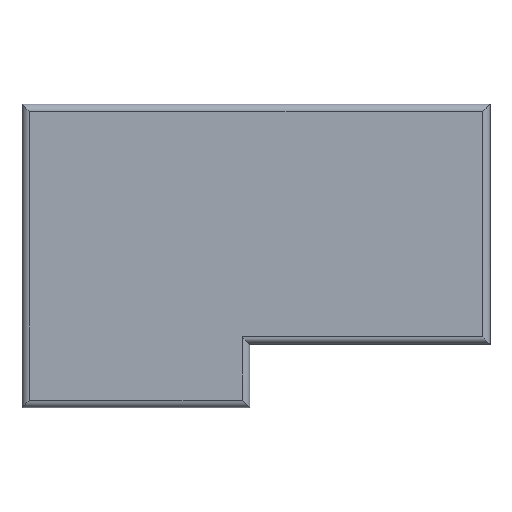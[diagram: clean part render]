
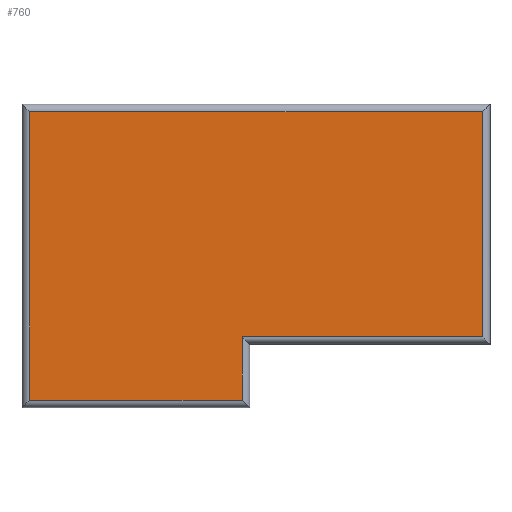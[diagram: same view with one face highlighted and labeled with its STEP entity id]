
A CAD part, top view. The second image highlights one B-rep face of the part: STEP entity #760.
In plain terms, the highlighted planar face has unit normal (0, 0, 1).
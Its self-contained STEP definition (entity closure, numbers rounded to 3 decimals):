
#72 = CYLINDRICAL_SURFACE('',#73,0.6);
#73 = AXIS2_PLACEMENT_3D('',#74,#75,#76);
#74 = CARTESIAN_POINT('',(-17.9,-15.,-0.1));
#75 = DIRECTION('',(0.,1.,0.));
#76 = DIRECTION('',(-1.,0.,0.));
#185 = CYLINDRICAL_SURFACE('',#186,0.6);
#186 = AXIS2_PLACEMENT_3D('',#187,#188,#189);
#187 = CARTESIAN_POINT('',(-0.494,-14.4,-0.1));
#188 = DIRECTION('',(-1.,0.,0.));
#189 = DIRECTION('',(0.,-1.,0.));
#256 = VERTEX_POINT('',#257);
#257 = CARTESIAN_POINT('',(-17.9,-14.4,0.5));
#289 = EDGE_CURVE('',#256,#290,#292,.T.);
#290 = VERTEX_POINT('',#291);
#291 = CARTESIAN_POINT('',(-17.9,8.4,0.5));
#292 = SURFACE_CURVE('',#293,(#297,#304),.PCURVE_S1.);
#293 = LINE('',#294,#295);
#294 = CARTESIAN_POINT('',(-17.9,-15.,0.5));
#295 = VECTOR('',#296,1.);
#296 = DIRECTION('',(0.,1.,0.));
#297 = PCURVE('',#72,#298);
#298 = DEFINITIONAL_REPRESENTATION('',(#299),#303);
#299 = LINE('',#300,#301);
#300 = CARTESIAN_POINT('',(1.571,0.));
#301 = VECTOR('',#302,1.);
#302 = DIRECTION('',(0.,1.));
#303 = ( GEOMETRIC_REPRESENTATION_CONTEXT(2) 
PARAMETRIC_REPRESENTATION_CONTEXT() REPRESENTATION_CONTEXT('2D SPACE',''
  ) );
#304 = PCURVE('',#305,#310);
#305 = PLANE('',#306);
#306 = AXIS2_PLACEMENT_3D('',#307,#308,#309);
#307 = CARTESIAN_POINT('',(-0.782,-2.222,0.5));
#308 = DIRECTION('',(0.,0.,1.));
#309 = DIRECTION('',(0.,1.,0.));
#310 = DEFINITIONAL_REPRESENTATION('',(#311),#315);
#311 = LINE('',#312,#313);
#312 = CARTESIAN_POINT('',(-12.778,17.118));
#313 = VECTOR('',#314,1.);
#314 = DIRECTION('',(1.,0.));
#315 = ( GEOMETRIC_REPRESENTATION_CONTEXT(2) 
PARAMETRIC_REPRESENTATION_CONTEXT() REPRESENTATION_CONTEXT('2D SPACE',''
  ) );
#337 = CYLINDRICAL_SURFACE('',#338,0.6);
#338 = AXIS2_PLACEMENT_3D('',#339,#340,#341);
#339 = CARTESIAN_POINT('',(-18.5,8.4,-0.1));
#340 = DIRECTION('',(1.,0.,0.));
#341 = DIRECTION('',(0.,1.,0.));
#559 = CYLINDRICAL_SURFACE('',#560,0.6);
#560 = AXIS2_PLACEMENT_3D('',#561,#562,#563);
#561 = CARTESIAN_POINT('',(-1.094,-10.,-0.1));
#562 = DIRECTION('',(0.,-1.,0.));
#563 = DIRECTION('',(0.,0.,1.));
#597 = VERTEX_POINT('',#598);
#598 = CARTESIAN_POINT('',(-1.094,-14.4,0.5));
#630 = EDGE_CURVE('',#597,#256,#631,.T.);
#631 = SURFACE_CURVE('',#632,(#636,#643),.PCURVE_S1.);
#632 = LINE('',#633,#634);
#633 = CARTESIAN_POINT('',(-0.494,-14.4,0.5));
#634 = VECTOR('',#635,1.);
#635 = DIRECTION('',(-1.,0.,0.));
#636 = PCURVE('',#185,#637);
#637 = DEFINITIONAL_REPRESENTATION('',(#638),#642);
#638 = LINE('',#639,#640);
#639 = CARTESIAN_POINT('',(1.571,0.));
#640 = VECTOR('',#641,1.);
#641 = DIRECTION('',(0.,1.));
#642 = ( GEOMETRIC_REPRESENTATION_CONTEXT(2) 
PARAMETRIC_REPRESENTATION_CONTEXT() REPRESENTATION_CONTEXT('2D SPACE',''
  ) );
#643 = PCURVE('',#305,#644);
#644 = DEFINITIONAL_REPRESENTATION('',(#645),#649);
#645 = LINE('',#646,#647);
#646 = CARTESIAN_POINT('',(-12.178,-0.288));
#647 = VECTOR('',#648,1.);
#648 = DIRECTION('',(-0.,1.));
#649 = ( GEOMETRIC_REPRESENTATION_CONTEXT(2) 
PARAMETRIC_REPRESENTATION_CONTEXT() REPRESENTATION_CONTEXT('2D SPACE',''
  ) );
#760 = ADVANCED_FACE('',(#761),#305,.T.);
#761 = FACE_BOUND('',#762,.T.);
#762 = EDGE_LOOP('',(#763,#764,#765,#788,#816,#844));
#763 = ORIENTED_EDGE('',*,*,#289,.F.);
#764 = ORIENTED_EDGE('',*,*,#630,.F.);
#765 = ORIENTED_EDGE('',*,*,#766,.F.);
#766 = EDGE_CURVE('',#767,#597,#769,.T.);
#767 = VERTEX_POINT('',#768);
#768 = CARTESIAN_POINT('',(-1.094,-9.4,0.5));
#769 = SURFACE_CURVE('',#770,(#774,#781),.PCURVE_S1.);
#770 = LINE('',#771,#772);
#771 = CARTESIAN_POINT('',(-1.094,-10.,0.5));
#772 = VECTOR('',#773,1.);
#773 = DIRECTION('',(0.,-1.,0.));
#774 = PCURVE('',#305,#775);
#775 = DEFINITIONAL_REPRESENTATION('',(#776),#780);
#776 = LINE('',#777,#778);
#777 = CARTESIAN_POINT('',(-7.778,0.312));
#778 = VECTOR('',#779,1.);
#779 = DIRECTION('',(-1.,0.));
#780 = ( GEOMETRIC_REPRESENTATION_CONTEXT(2) 
PARAMETRIC_REPRESENTATION_CONTEXT() REPRESENTATION_CONTEXT('2D SPACE',''
  ) );
#781 = PCURVE('',#559,#782);
#782 = DEFINITIONAL_REPRESENTATION('',(#783),#787);
#783 = LINE('',#784,#785);
#784 = CARTESIAN_POINT('',(-0.,0.));
#785 = VECTOR('',#786,1.);
#786 = DIRECTION('',(-0.,1.));
#787 = ( GEOMETRIC_REPRESENTATION_CONTEXT(2) 
PARAMETRIC_REPRESENTATION_CONTEXT() REPRESENTATION_CONTEXT('2D SPACE',''
  ) );
#788 = ORIENTED_EDGE('',*,*,#789,.F.);
#789 = EDGE_CURVE('',#790,#767,#792,.T.);
#790 = VERTEX_POINT('',#791);
#791 = CARTESIAN_POINT('',(17.892,-9.4,0.5));
#792 = SURFACE_CURVE('',#793,(#797,#804),.PCURVE_S1.);
#793 = LINE('',#794,#795);
#794 = CARTESIAN_POINT('',(18.492,-9.4,0.5));
#795 = VECTOR('',#796,1.);
#796 = DIRECTION('',(-1.,0.,0.));
#797 = PCURVE('',#305,#798);
#798 = DEFINITIONAL_REPRESENTATION('',(#799),#803);
#799 = LINE('',#800,#801);
#800 = CARTESIAN_POINT('',(-7.178,-19.274));
#801 = VECTOR('',#802,1.);
#802 = DIRECTION('',(-0.,1.));
#803 = ( GEOMETRIC_REPRESENTATION_CONTEXT(2) 
PARAMETRIC_REPRESENTATION_CONTEXT() REPRESENTATION_CONTEXT('2D SPACE',''
  ) );
#804 = PCURVE('',#805,#810);
#805 = CYLINDRICAL_SURFACE('',#806,0.6);
#806 = AXIS2_PLACEMENT_3D('',#807,#808,#809);
#807 = CARTESIAN_POINT('',(18.492,-9.4,-0.1));
#808 = DIRECTION('',(-1.,0.,0.));
#809 = DIRECTION('',(0.,0.,1.));
#810 = DEFINITIONAL_REPRESENTATION('',(#811),#815);
#811 = LINE('',#812,#813);
#812 = CARTESIAN_POINT('',(-0.,0.));
#813 = VECTOR('',#814,1.);
#814 = DIRECTION('',(-0.,1.));
#815 = ( GEOMETRIC_REPRESENTATION_CONTEXT(2) 
PARAMETRIC_REPRESENTATION_CONTEXT() REPRESENTATION_CONTEXT('2D SPACE',''
  ) );
#816 = ORIENTED_EDGE('',*,*,#817,.F.);
#817 = EDGE_CURVE('',#818,#790,#820,.T.);
#818 = VERTEX_POINT('',#819);
#819 = CARTESIAN_POINT('',(17.892,8.4,0.5));
#820 = SURFACE_CURVE('',#821,(#825,#832),.PCURVE_S1.);
#821 = LINE('',#822,#823);
#822 = CARTESIAN_POINT('',(17.892,9.,0.5));
#823 = VECTOR('',#824,1.);
#824 = DIRECTION('',(0.,-1.,0.));
#825 = PCURVE('',#305,#826);
#826 = DEFINITIONAL_REPRESENTATION('',(#827),#831);
#827 = LINE('',#828,#829);
#828 = CARTESIAN_POINT('',(11.222,-18.674));
#829 = VECTOR('',#830,1.);
#830 = DIRECTION('',(-1.,0.));
#831 = ( GEOMETRIC_REPRESENTATION_CONTEXT(2) 
PARAMETRIC_REPRESENTATION_CONTEXT() REPRESENTATION_CONTEXT('2D SPACE',''
  ) );
#832 = PCURVE('',#833,#838);
#833 = CYLINDRICAL_SURFACE('',#834,0.6);
#834 = AXIS2_PLACEMENT_3D('',#835,#836,#837);
#835 = CARTESIAN_POINT('',(17.892,9.,-0.1));
#836 = DIRECTION('',(0.,-1.,0.));
#837 = DIRECTION('',(0.,0.,1.));
#838 = DEFINITIONAL_REPRESENTATION('',(#839),#843);
#839 = LINE('',#840,#841);
#840 = CARTESIAN_POINT('',(-0.,0.));
#841 = VECTOR('',#842,1.);
#842 = DIRECTION('',(-0.,1.));
#843 = ( GEOMETRIC_REPRESENTATION_CONTEXT(2) 
PARAMETRIC_REPRESENTATION_CONTEXT() REPRESENTATION_CONTEXT('2D SPACE',''
  ) );
#844 = ORIENTED_EDGE('',*,*,#845,.F.);
#845 = EDGE_CURVE('',#290,#818,#846,.T.);
#846 = SURFACE_CURVE('',#847,(#851,#858),.PCURVE_S1.);
#847 = LINE('',#848,#849);
#848 = CARTESIAN_POINT('',(-18.5,8.4,0.5));
#849 = VECTOR('',#850,1.);
#850 = DIRECTION('',(1.,0.,0.));
#851 = PCURVE('',#305,#852);
#852 = DEFINITIONAL_REPRESENTATION('',(#853),#857);
#853 = LINE('',#854,#855);
#854 = CARTESIAN_POINT('',(10.622,17.718));
#855 = VECTOR('',#856,1.);
#856 = DIRECTION('',(0.,-1.));
#857 = ( GEOMETRIC_REPRESENTATION_CONTEXT(2) 
PARAMETRIC_REPRESENTATION_CONTEXT() REPRESENTATION_CONTEXT('2D SPACE',''
  ) );
#858 = PCURVE('',#337,#859);
#859 = DEFINITIONAL_REPRESENTATION('',(#860),#864);
#860 = LINE('',#861,#862);
#861 = CARTESIAN_POINT('',(1.571,0.));
#862 = VECTOR('',#863,1.);
#863 = DIRECTION('',(0.,1.));
#864 = ( GEOMETRIC_REPRESENTATION_CONTEXT(2) 
PARAMETRIC_REPRESENTATION_CONTEXT() REPRESENTATION_CONTEXT('2D SPACE',''
  ) );
